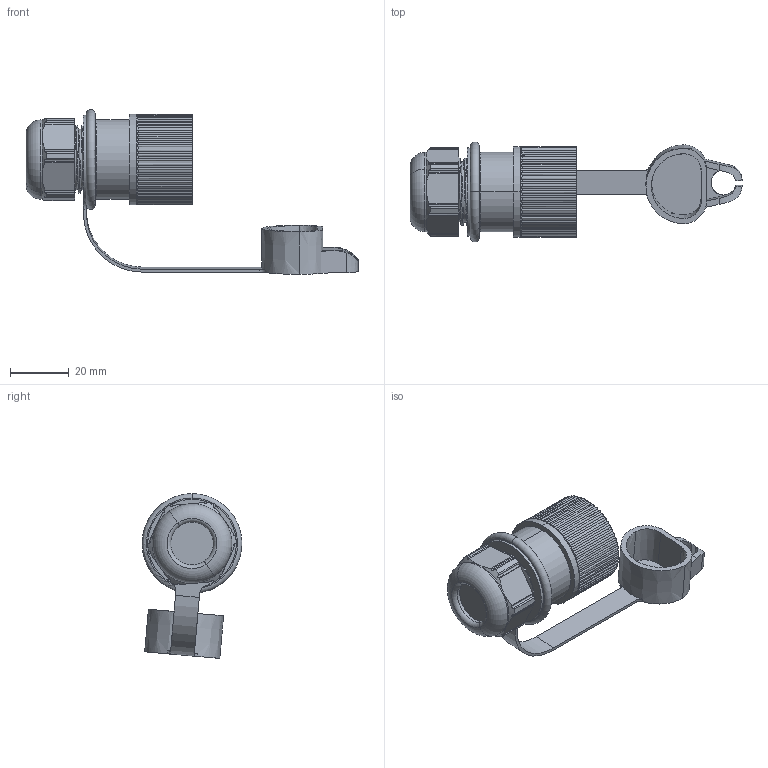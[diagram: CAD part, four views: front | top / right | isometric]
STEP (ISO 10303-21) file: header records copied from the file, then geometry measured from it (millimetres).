
FILE_DESCRIPTION((''),'2;1');
FILE_NAME('382163_90_GRAD_SW0001','2015-04-09T',('temk'),(''),'PRO/ENGINEER BY PARAMETRIC TECHNOLOGY CORPORATION, 2012480','PRO/ENGINEER BY PARAMETRIC TECHNOLOGY CORPORATION, 2012480','');
FILE_SCHEMA(('CONFIG_CONTROL_DESIGN'));
Length unit declared in the file: millimetre
Products named in the file (1): 382163_90_GRAD_SW0001
Bounding box: 112.68 x 33.9 x 55.92 mm (x, y, z)
Volume: 28981.2 mm3; surface area: 14752 mm2
Topology: 1 solids, 1 shells, 278 faces, 778 edges, 510 vertices
Faces by surface type: cylinder 189, plane 40, bspline 28, torus 12, cone 9
Entity records: 13350 total; most frequent: CARTESIAN_POINT 6404, ORIENTED_EDGE 1556, DIRECTION 1342, EDGE_CURVE 778, AXIS2_PLACEMENT_3D 534, VERTEX_POINT 510, EDGE_LOOP 286, CIRCLE 284
